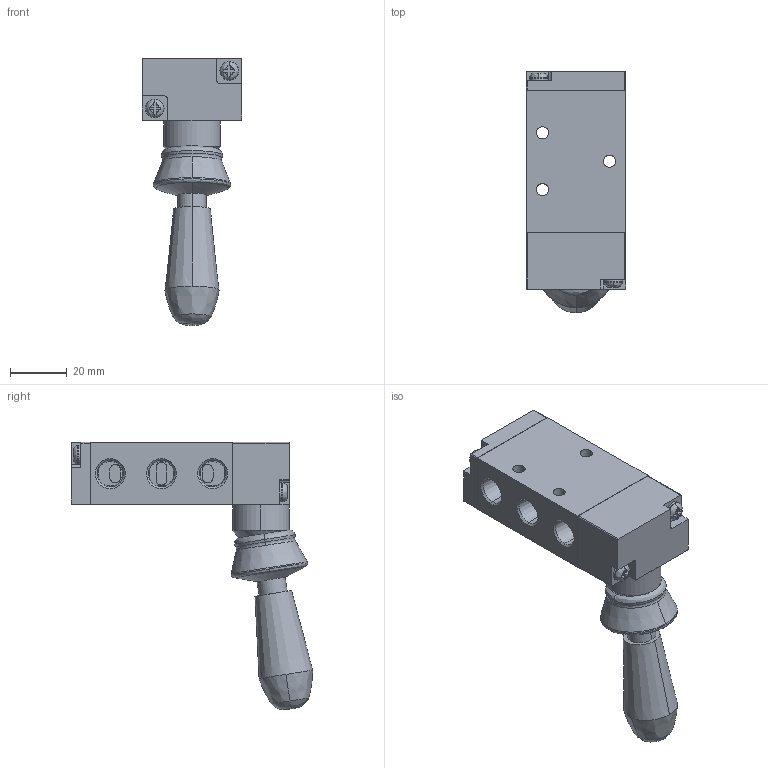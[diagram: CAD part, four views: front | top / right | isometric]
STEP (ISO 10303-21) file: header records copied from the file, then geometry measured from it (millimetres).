
FILE_DESCRIPTION (( 'STEP AP203' ), '1' );
FILE_NAME ('AVS-527D1-HL.step', '2016-02-04T21:19:58', ( '' ), ( '' ), 'SwSTEP 2.0', 'SolidWorks 2015', '' );
FILE_SCHEMA (( 'CONFIG_CONTROL_DESIGN' ));
Length unit declared in the file: inch
Products named in the file (1): AVS-527D1-HL
Bounding box: 35 x 84.9 x 94 mm (x, y, z)
Volume: 72109.6 mm3; surface area: 21081.1 mm2
Topology: 4 solids, 4 shells, 245 faces, 617 edges, 400 vertices
Faces by surface type: plane 133, cylinder 57, bspline 29, cone 26
Entity records: 7820 total; most frequent: CARTESIAN_POINT 1945, ORIENTED_EDGE 1230, DIRECTION 1181, EDGE_CURVE 615, AXIS2_PLACEMENT_3D 424, VERTEX_POINT 400, LINE 333, VECTOR 333
